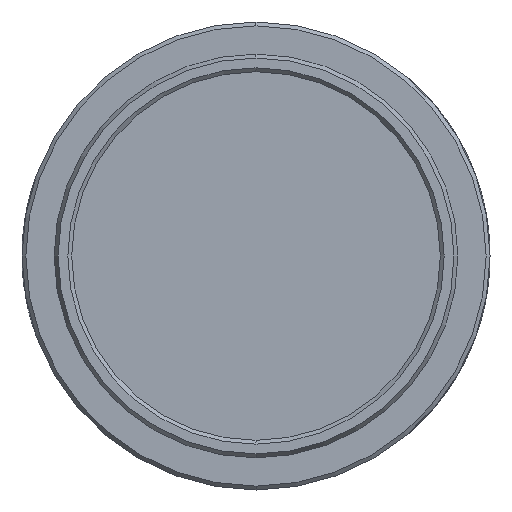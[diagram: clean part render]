
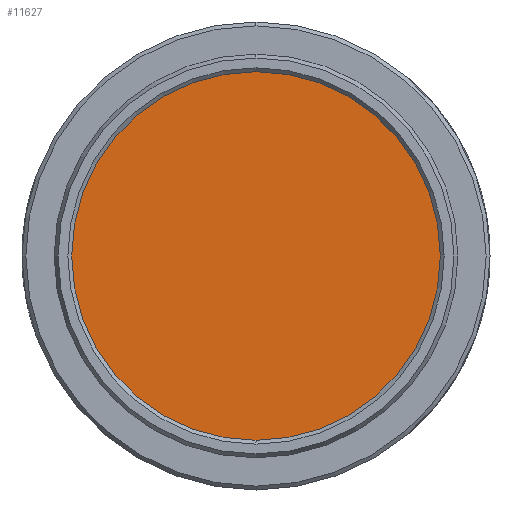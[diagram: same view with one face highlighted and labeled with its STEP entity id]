
A CAD part, left-side view. The second image highlights one B-rep face of the part: STEP entity #11627.
In plain terms, the highlighted planar face has unit normal (-1, 0, 0).
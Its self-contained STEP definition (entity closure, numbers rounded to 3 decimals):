
#69 = AXIS2_PLACEMENT_3D ( 'NONE', #2303, #15127, #9427 ) ;
#1232 = CIRCLE ( 'NONE', #69, 12.7 ) ;
#2303 = CARTESIAN_POINT ( 'NONE',  ( -7.62, 0., 0. ) ) ;
#3509 = DIRECTION ( 'NONE',  ( 1., 0., 0. ) ) ;
#3993 = CARTESIAN_POINT ( 'NONE',  ( -7.62, -12.696, -0.315 ) ) ;
#4540 = DIRECTION ( 'NONE',  ( 0., 1., 0.025 ) ) ;
#5947 = EDGE_CURVE ( 'NONE', #7431, #13311, #7599, .T. ) ;
#6171 = AXIS2_PLACEMENT_3D ( 'NONE', #13926, #3509, #4540 ) ;
#7431 = VERTEX_POINT ( 'NONE', #3993 ) ;
#7599 = CIRCLE ( 'NONE', #6171, 12.7 ) ;
#8452 = PLANE ( 'NONE',  #11264 ) ;
#9427 = DIRECTION ( 'NONE',  ( 0., 1., 0.025 ) ) ;
#9603 = DIRECTION ( 'NONE',  ( 1., 0., 0. ) ) ;
#9701 = CARTESIAN_POINT ( 'NONE',  ( -7.62, 0., 0. ) ) ;
#10456 = FACE_OUTER_BOUND ( 'NONE', #11601, .T. ) ;
#10974 = ORIENTED_EDGE ( 'NONE', *, *, #12821, .F. ) ;
#11264 = AXIS2_PLACEMENT_3D ( 'NONE', #9701, #9603, #13054 ) ;
#11601 = EDGE_LOOP ( 'NONE', ( #10974, #13872 ) ) ;
#11627 = ADVANCED_FACE ( 'NONE', ( #10456 ), #8452, .F. ) ;
#12821 = EDGE_CURVE ( 'NONE', #13311, #7431, #1232, .T. ) ;
#13054 = DIRECTION ( 'NONE',  ( 0., 1., 0.025 ) ) ;
#13263 = CARTESIAN_POINT ( 'NONE',  ( -7.62, 12.696, 0.315 ) ) ;
#13311 = VERTEX_POINT ( 'NONE', #13263 ) ;
#13872 = ORIENTED_EDGE ( 'NONE', *, *, #5947, .F. ) ;
#13926 = CARTESIAN_POINT ( 'NONE',  ( -7.62, 0., 0. ) ) ;
#15127 = DIRECTION ( 'NONE',  ( 1., 0., 0. ) ) ;
